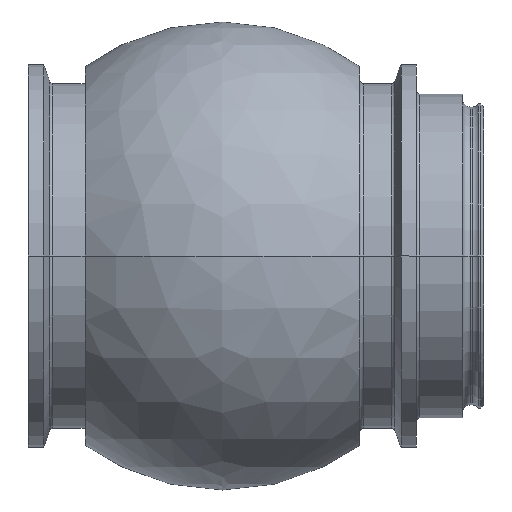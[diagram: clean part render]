
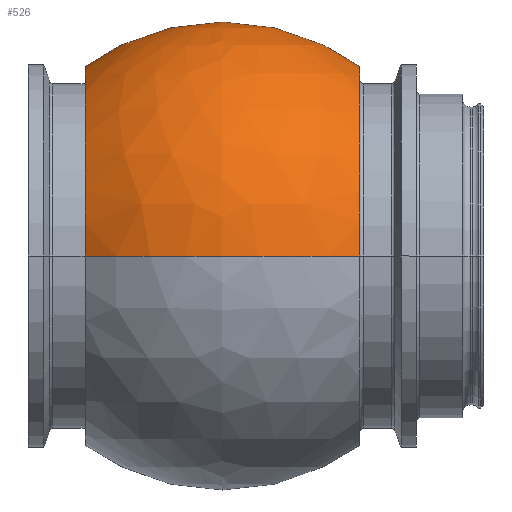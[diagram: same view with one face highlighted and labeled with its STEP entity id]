
A CAD part, left-side view. The second image highlights one B-rep face of the part: STEP entity #526.
In plain terms, the highlighted spherical face has radius 55.55 mm.
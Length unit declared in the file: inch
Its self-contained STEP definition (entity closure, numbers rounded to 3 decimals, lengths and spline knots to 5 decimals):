
#20 = CARTESIAN_POINT ( 'NONE',  ( 0., 1.16, 0. ) ) ;
#31 = DIRECTION ( 'NONE',  ( -1., 0., 0. ) ) ;
#60 = CIRCLE ( 'NONE', #1179, 1.42851 ) ;
#82 = ORIENTED_EDGE ( 'NONE', *, *, #639, .F. ) ;
#93 = SPHERICAL_SURFACE ( 'NONE', #349, 2.187 ) ;
#111 = DIRECTION ( 'NONE',  ( -1., 0., 0. ) ) ;
#256 = CARTESIAN_POINT ( 'NONE',  ( 0., 3.727, 0. ) ) ;
#285 = EDGE_CURVE ( 'NONE', #1158, #307, #60, .T. ) ;
#307 = VERTEX_POINT ( 'NONE', #576 ) ;
#349 = AXIS2_PLACEMENT_3D ( 'NONE', #1177, #996, #31 ) ;
#512 = ORIENTED_EDGE ( 'NONE', *, *, #285, .F. ) ;
#526 = ADVANCED_FACE ( 'NONE', ( #786 ), #93, .T. ) ;
#576 = CARTESIAN_POINT ( 'NONE',  ( 1.656, 1.16, 0.62813 ) ) ;
#590 = DIRECTION ( 'NONE',  ( 0., 0., 1. ) ) ;
#639 = EDGE_CURVE ( 'NONE', #825, #1160, #826, .T. ) ;
#691 = DIRECTION ( 'NONE',  ( 1., 0., 0. ) ) ;
#694 = CARTESIAN_POINT ( 'NONE',  ( 1.656, 2.443, 0. ) ) ;
#748 = DIRECTION ( 'NONE',  ( 0., 1., 0. ) ) ;
#763 = CARTESIAN_POINT ( 'NONE',  ( -1.77112, 1.16, 0. ) ) ;
#786 = FACE_OUTER_BOUND ( 'NONE', #1027, .T. ) ;
#816 = AXIS2_PLACEMENT_3D ( 'NONE', #878, #1013, #930 ) ;
#825 = VERTEX_POINT ( 'NONE', #763 ) ;
#826 = CIRCLE ( 'NONE', #816, 2.187 ) ;
#838 = AXIS2_PLACEMENT_3D ( 'NONE', #20, #748, #111 ) ;
#856 = CARTESIAN_POINT ( 'NONE',  ( 1.656, 3.727, 0.62608 ) ) ;
#878 = CARTESIAN_POINT ( 'NONE',  ( 0., 2.443, 0. ) ) ;
#930 = DIRECTION ( 'NONE',  ( -1., 0., 0. ) ) ;
#937 = EDGE_CURVE ( 'NONE', #1160, #1158, #999, .T. ) ;
#966 = CARTESIAN_POINT ( 'NONE',  ( -1.7704, 3.727, 0. ) ) ;
#978 = AXIS2_PLACEMENT_3D ( 'NONE', #256, #1304, #1289 ) ;
#996 = DIRECTION ( 'NONE',  ( 0., 0., 1. ) ) ;
#999 = CIRCLE ( 'NONE', #978, 1.7704 ) ;
#1013 = DIRECTION ( 'NONE',  ( 0., 0., -1. ) ) ;
#1027 = EDGE_LOOP ( 'NONE', ( #82, #1049, #512, #1175 ) ) ;
#1049 = ORIENTED_EDGE ( 'NONE', *, *, #1066, .T. ) ;
#1066 = EDGE_CURVE ( 'NONE', #825, #307, #1171, .T. ) ;
#1158 = VERTEX_POINT ( 'NONE', #856 ) ;
#1160 = VERTEX_POINT ( 'NONE', #966 ) ;
#1171 = CIRCLE ( 'NONE', #838, 1.77112 ) ;
#1175 = ORIENTED_EDGE ( 'NONE', *, *, #937, .F. ) ;
#1177 = CARTESIAN_POINT ( 'NONE',  ( 0., 2.443, 0. ) ) ;
#1179 = AXIS2_PLACEMENT_3D ( 'NONE', #694, #691, #590 ) ;
#1289 = DIRECTION ( 'NONE',  ( -1., 0., 0. ) ) ;
#1304 = DIRECTION ( 'NONE',  ( 0., 1., 0. ) ) ;
